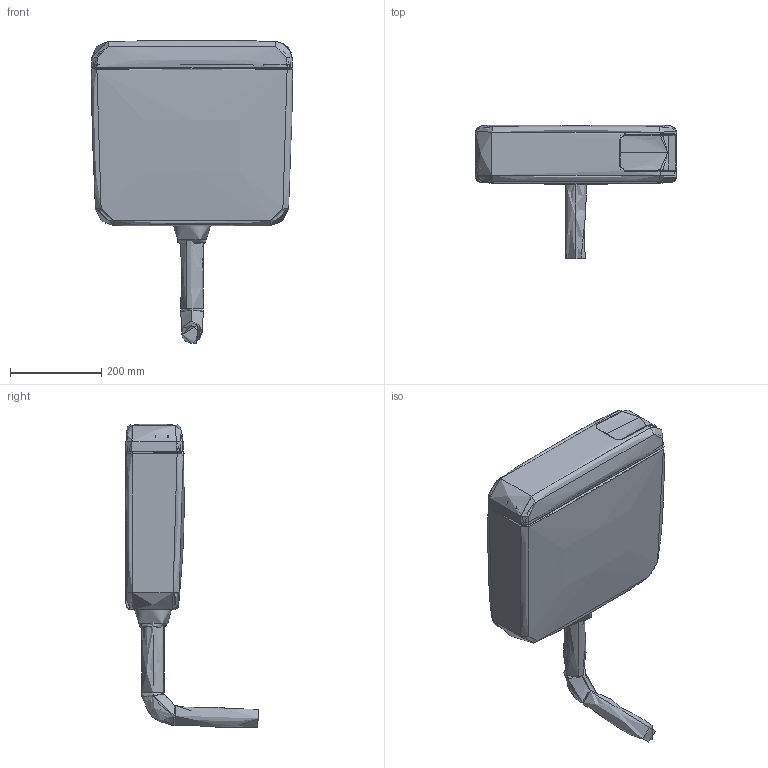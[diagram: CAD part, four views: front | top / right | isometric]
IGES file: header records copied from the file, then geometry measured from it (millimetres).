
Global section: file name: 127022; native system: Autodesk Inventor 2023; preprocessor: unknown; author: JANAN; date: 20240501.114400; units: millimetre
Bounding box: 441 x 290.55 x 662.8 mm (x, y, z)
Volume: 2463988.4 mm3; surface area: 1240302.7 mm2
Topology: 4 solids, 4 shells, 420 faces, 1102 edges, 677 vertices
Faces by surface type: bspline 420
